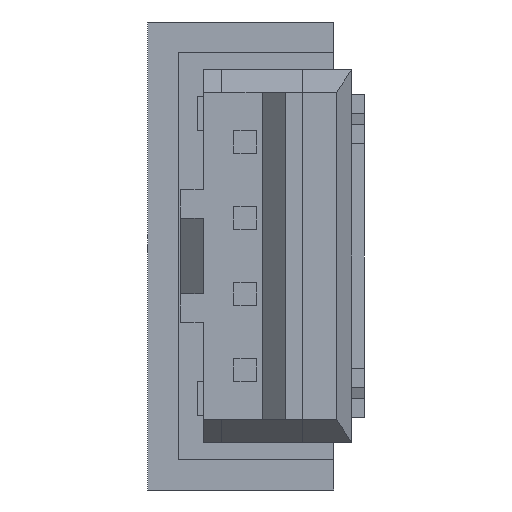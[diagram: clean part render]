
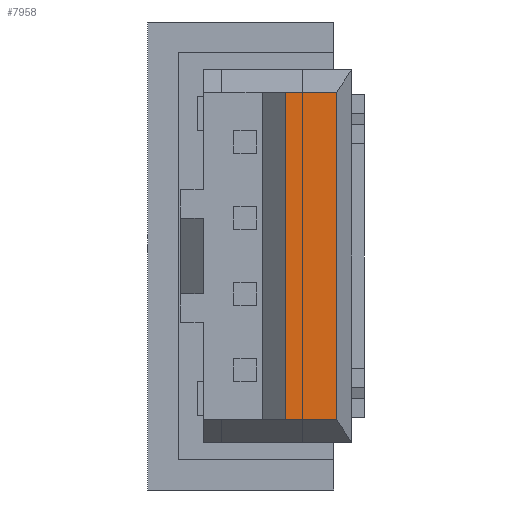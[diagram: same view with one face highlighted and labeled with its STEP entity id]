
A CAD part, left-side view. The second image highlights one B-rep face of the part: STEP entity #7958.
In plain terms, the highlighted face is planar.
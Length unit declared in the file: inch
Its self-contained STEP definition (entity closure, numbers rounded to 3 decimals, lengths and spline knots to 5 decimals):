
#550 = VERTEX_POINT ( 'NONE', #6325 ) ;
#595 = VECTOR ( 'NONE', #5954, 39.37008 ) ;
#678 = VERTEX_POINT ( 'NONE', #8841 ) ;
#853 = VECTOR ( 'NONE', #6432, 39.37008 ) ;
#967 = EDGE_CURVE ( 'NONE', #5737, #5137, #5720, .T. ) ;
#1236 = CARTESIAN_POINT ( 'NONE',  ( 0.08071, 0.03839, 0.13484 ) ) ;
#1290 = ORIENTED_EDGE ( 'NONE', *, *, #2926, .F. ) ;
#1572 = VECTOR ( 'NONE', #5402, 39.37008 ) ;
#2476 = LINE ( 'NONE', #5319, #595 ) ;
#2755 = ORIENTED_EDGE ( 'NONE', *, *, #967, .T. ) ;
#2800 = CARTESIAN_POINT ( 'NONE',  ( -0.2815, 0.03839, 0.13484 ) ) ;
#2926 = EDGE_CURVE ( 'NONE', #678, #5137, #8412, .T. ) ;
#3207 = CARTESIAN_POINT ( 'NONE',  ( -0.2815, 0.09154, 0.13484 ) ) ;
#3365 = CARTESIAN_POINT ( 'NONE',  ( 0.08071, 0.03839, 0.13484 ) ) ;
#3830 = EDGE_LOOP ( 'NONE', ( #1290, #4609, #6934, #2755 ) ) ;
#4465 = LINE ( 'NONE', #3207, #1572 ) ;
#4609 = ORIENTED_EDGE ( 'NONE', *, *, #6653, .T. ) ;
#5137 = VERTEX_POINT ( 'NONE', #3365 ) ;
#5319 = CARTESIAN_POINT ( 'NONE',  ( -0.25787, 0.03839, 0.13484 ) ) ;
#5402 = DIRECTION ( 'NONE',  ( -1., 0., 0. ) ) ;
#5720 = LINE ( 'NONE', #2800, #6900 ) ;
#5737 = VERTEX_POINT ( 'NONE', #7342 ) ;
#5864 = DIRECTION ( 'NONE',  ( 0., 0., -1. ) ) ;
#5954 = DIRECTION ( 'NONE',  ( 0., 1., 0. ) ) ;
#6325 = CARTESIAN_POINT ( 'NONE',  ( -0.25787, 0.09154, 0.13484 ) ) ;
#6432 = DIRECTION ( 'NONE',  ( 0., -1., 0. ) ) ;
#6653 = EDGE_CURVE ( 'NONE', #678, #550, #4465, .T. ) ;
#6900 = VECTOR ( 'NONE', #7938, 39.37008 ) ;
#6934 = ORIENTED_EDGE ( 'NONE', *, *, #7863, .F. ) ;
#7305 = CARTESIAN_POINT ( 'NONE',  ( -0.2815, 0.03839, 0.13484 ) ) ;
#7342 = CARTESIAN_POINT ( 'NONE',  ( -0.25787, 0.03839, 0.13484 ) ) ;
#7863 = EDGE_CURVE ( 'NONE', #5737, #550, #2476, .T. ) ;
#7938 = DIRECTION ( 'NONE',  ( 1., 0., 0. ) ) ;
#7958 = ADVANCED_FACE ( 'NONE', ( #8861 ), #7987, .F. ) ;
#7987 = PLANE ( 'NONE',  #8898 ) ;
#8412 = LINE ( 'NONE', #1236, #853 ) ;
#8808 = DIRECTION ( 'NONE',  ( -1., 0., 0. ) ) ;
#8841 = CARTESIAN_POINT ( 'NONE',  ( 0.08071, 0.09154, 0.13484 ) ) ;
#8861 = FACE_OUTER_BOUND ( 'NONE', #3830, .T. ) ;
#8898 = AXIS2_PLACEMENT_3D ( 'NONE', #7305, #5864, #8808 ) ;
